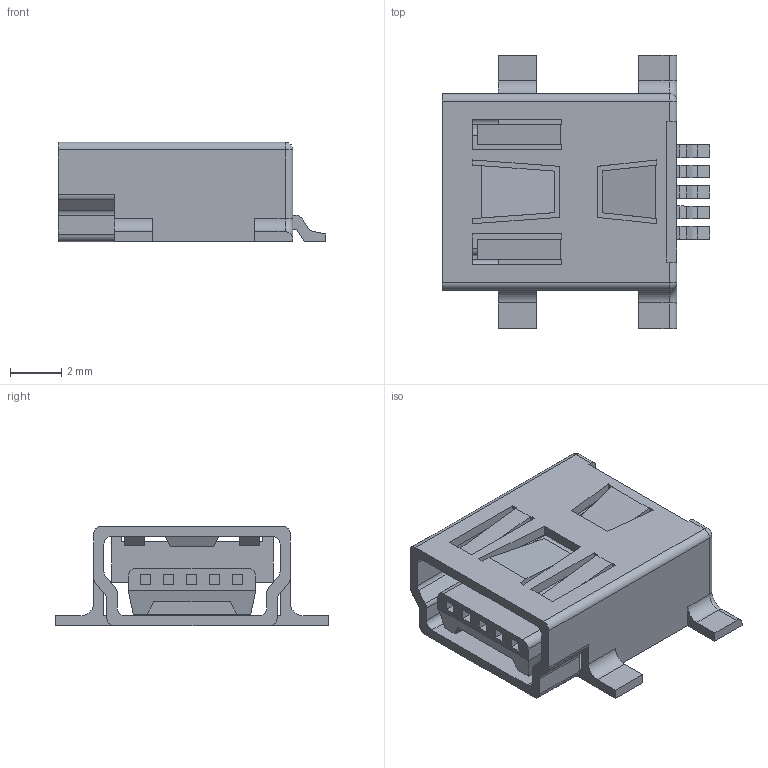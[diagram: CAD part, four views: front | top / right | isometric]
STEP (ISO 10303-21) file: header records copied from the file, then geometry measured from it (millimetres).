
FILE_DESCRIPTION (( 'STEP AP214' ), '1' );
FILE_NAME ('Mini USB.STEP', '2021-03-18T17:09:38', ( '' ), ( '' ), 'SwSTEP 2.0', 'SolidWorks 2020', '' );
FILE_SCHEMA (( 'AUTOMOTIVE_DESIGN' ));
Length unit declared in the file: millimetre
Products named in the file (1): Mini USB
Bounding box: 10.5 x 10.7 x 3.9 mm (x, y, z)
Volume: 146.5 mm3; surface area: 639.9 mm2
Topology: 1 solids, 1 shells, 211 faces, 591 edges, 383 vertices
Faces by surface type: plane 169, cylinder 38, sphere 2, torus 2
Entity records: 7110 total; most frequent: CARTESIAN_POINT 1184, ORIENTED_EDGE 1178, DIRECTION 1092, EDGE_CURVE 589, VECTOR 510, LINE 510, VERTEX_POINT 383, AXIS2_PLACEMENT_3D 291
